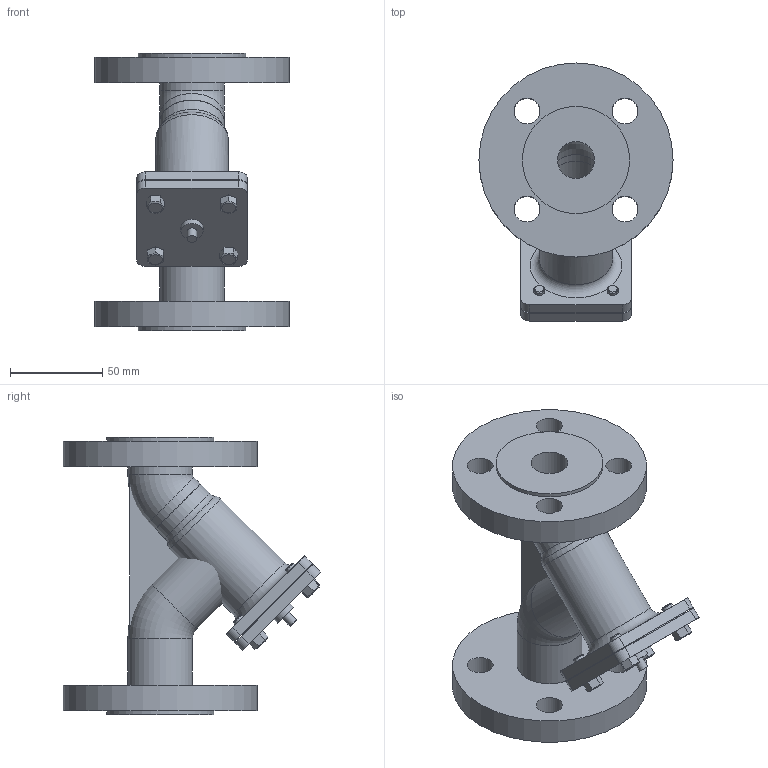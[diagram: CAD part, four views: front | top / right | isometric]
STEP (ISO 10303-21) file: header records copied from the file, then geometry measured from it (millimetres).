
FILE_DESCRIPTION(/* description */ ('STRAINER VM 6325 DN20'),/* implementation_level */ '2;1');
FILE_NAME(/* name */ 'STRAINER VM 6325 DN20.stp',/* time_stamp */ '2020-04-07T16:12:43+06:00',/* author */ ('rahul_marsute'),/* organization */ (''),/* preprocessor_version */ 'ST-DEVELOPER v18',/* originating_system */ 'Autodesk Inventor 2020',/* authorisation */ '');
FILE_SCHEMA (('AUTOMOTIVE_DESIGN { 1 0 10303 214 3 1 1 }'));
Length unit declared in the file: millimetre
Products named in the file (1): STRAINER VM 6325 DN20
Bounding box: 105 x 139.5 x 150 mm (x, y, z)
Volume: 372949.1 mm3; surface area: 98603.2 mm2
Topology: 3 solids, 3 shells, 126 faces, 347 edges, 242 vertices
Faces by surface type: plane 68, cylinder 43, cone 8, torus 7
Full cylindrical faces by diameter (mm): 5 x1, 6 x4, 12 x1, 14 x8, 20 x2, 25 x6, 35 x4, 39.5 x1, 58 x2, 105 x2
Entity records: 4310 total; most frequent: CARTESIAN_POINT 900, DIRECTION 724, ORIENTED_EDGE 694, EDGE_CURVE 347, AXIS2_PLACEMENT_3D 281, VERTEX_POINT 242, EDGE_LOOP 167, LINE 162
